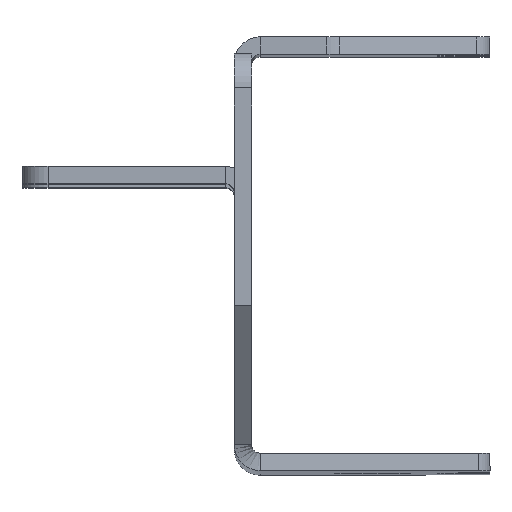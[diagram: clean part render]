
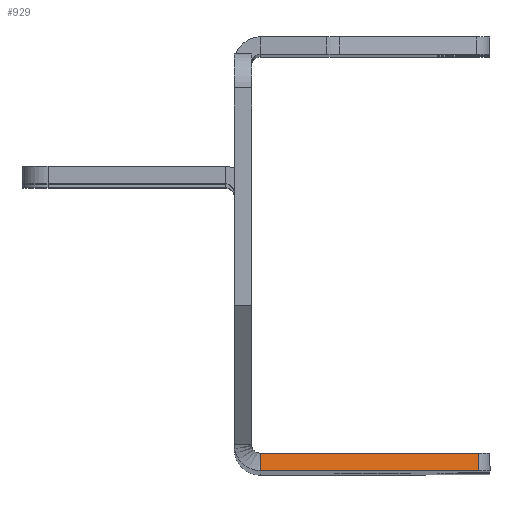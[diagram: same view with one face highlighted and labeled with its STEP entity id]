
A CAD part, top view. The second image highlights one B-rep face of the part: STEP entity #929.
In plain terms, the highlighted planar face has unit normal (0.567, 0, 0.824).
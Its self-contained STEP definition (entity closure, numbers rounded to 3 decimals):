
#234 = DIRECTION ( 'NONE',  ( 0.824, 0., -0.567 ) ) ;
#246 = LINE ( 'NONE', #3021, #3410 ) ;
#345 = CARTESIAN_POINT ( 'NONE',  ( 28.126, -25., 134.894 ) ) ;
#507 = VECTOR ( 'NONE', #234, 1000. ) ;
#639 = DIRECTION ( 'NONE',  ( 0.824, 0., -0.567 ) ) ;
#646 = VERTEX_POINT ( 'NONE', #953 ) ;
#666 = ORIENTED_EDGE ( 'NONE', *, *, #2236, .F. ) ;
#830 = ORIENTED_EDGE ( 'NONE', *, *, #2990, .T. ) ;
#831 = AXIS2_PLACEMENT_3D ( 'NONE', #3397, #2472, #840 ) ;
#840 = DIRECTION ( 'NONE',  ( -0.824, 0., 0.567 ) ) ;
#850 = CARTESIAN_POINT ( 'NONE',  ( 3., -25., 152.203 ) ) ;
#911 = VERTEX_POINT ( 'NONE', #3192 ) ;
#929 = ADVANCED_FACE ( 'NONE', ( #2103 ), #1661, .F. ) ;
#946 = EDGE_LOOP ( 'NONE', ( #2810, #830, #666, #959 ) ) ;
#953 = CARTESIAN_POINT ( 'NONE',  ( 3., -23., 152.203 ) ) ;
#959 = ORIENTED_EDGE ( 'NONE', *, *, #1234, .F. ) ;
#1234 = EDGE_CURVE ( 'NONE', #646, #3050, #1800, .T. ) ;
#1405 = CARTESIAN_POINT ( 'NONE',  ( 3., -23., 152.203 ) ) ;
#1500 = CARTESIAN_POINT ( 'NONE',  ( 28.126, -23., 134.894 ) ) ;
#1564 = B_SPLINE_CURVE_WITH_KNOTS ( 'NONE', 1,
 ( #850, #1405 ),
 .UNSPECIFIED., .F., .F.,
 ( 2, 2 ),
 ( 0., 1. ),
 .UNSPECIFIED. ) ;
#1625 = EDGE_CURVE ( 'NONE', #2162, #646, #1564, .T. ) ;
#1661 = PLANE ( 'NONE',  #831 ) ;
#1800 = LINE ( 'NONE', #3179, #507 ) ;
#1831 = LINE ( 'NONE', #345, #3186 ) ;
#2103 = FACE_OUTER_BOUND ( 'NONE', #946, .T. ) ;
#2162 = VERTEX_POINT ( 'NONE', #3201 ) ;
#2236 = EDGE_CURVE ( 'NONE', #3050, #911, #246, .T. ) ;
#2472 = DIRECTION ( 'NONE',  ( -0.567, 0., -0.824 ) ) ;
#2810 = ORIENTED_EDGE ( 'NONE', *, *, #1625, .F. ) ;
#2990 = EDGE_CURVE ( 'NONE', #2162, #911, #1831, .T. ) ;
#3021 = CARTESIAN_POINT ( 'NONE',  ( 28.126, -23., 134.894 ) ) ;
#3050 = VERTEX_POINT ( 'NONE', #1500 ) ;
#3179 = CARTESIAN_POINT ( 'NONE',  ( 28.126, -23., 134.894 ) ) ;
#3186 = VECTOR ( 'NONE', #639, 1000. ) ;
#3192 = CARTESIAN_POINT ( 'NONE',  ( 28.126, -25., 134.894 ) ) ;
#3201 = CARTESIAN_POINT ( 'NONE',  ( 3., -25., 152.203 ) ) ;
#3222 = DIRECTION ( 'NONE',  ( 0., -1., 0. ) ) ;
#3397 = CARTESIAN_POINT ( 'NONE',  ( 28.126, -23., 134.894 ) ) ;
#3410 = VECTOR ( 'NONE', #3222, 1000. ) ;
